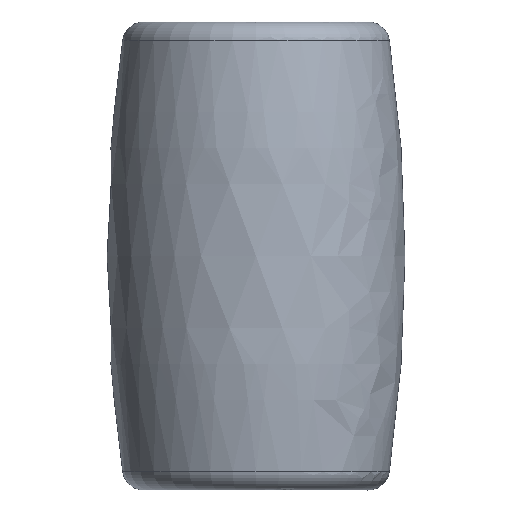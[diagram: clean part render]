
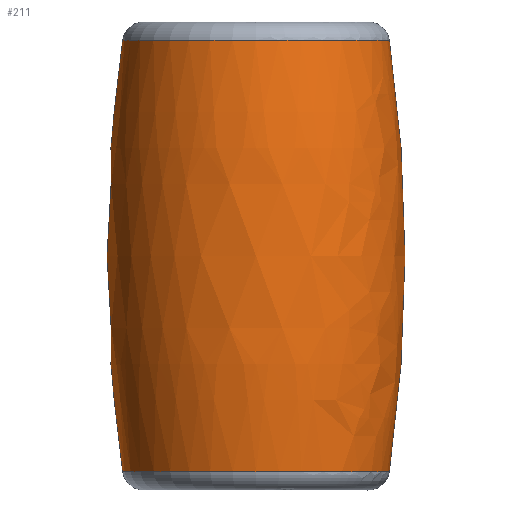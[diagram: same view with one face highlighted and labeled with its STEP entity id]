
A CAD part, front view. The second image highlights one B-rep face of the part: STEP entity #211.
In plain terms, the highlighted free-form (B-spline) face has degree [2, 2] with [3, 9] control points.
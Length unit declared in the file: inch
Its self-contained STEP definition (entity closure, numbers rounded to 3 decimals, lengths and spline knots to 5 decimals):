
#32=(
BOUNDED_SURFACE()
B_SPLINE_SURFACE(2,2,((#469,#470,#471,#472,#473,#474,#475,#476,#477),(#478,
#479,#480,#481,#482,#483,#484,#485,#486),(#487,#488,#489,#490,#491,#492,
#493,#494,#495)),.UNSPECIFIED.,.F.,.T.,.F.)
B_SPLINE_SURFACE_WITH_KNOTS((3,3),(3,2,2,2,3),(-0.14366,0.14366),
(-3.14159,-1.5708,0.,1.5708,3.14159),
 .UNSPECIFIED.)
GEOMETRIC_REPRESENTATION_ITEM()
RATIONAL_B_SPLINE_SURFACE(((1.,0.707,1.,0.707,1.,
0.707,1.,0.707,1.),(0.99,0.7,
0.99,0.7,0.99,0.7,
0.99,0.7,0.99),(1.,0.707,
1.,0.707,1.,0.707,1.,0.707,1.)))
REPRESENTATION_ITEM('')
SURFACE()
);
#34=FACE_OUTER_BOUND('',#44,.T.);
#44=EDGE_LOOP('',(#153,#154,#155,#156,#157,#158));
#64=CIRCLE('',#245,0.12343);
#65=CIRCLE('',#246,0.12343);
#66=CIRCLE('',#247,1.39469);
#67=CIRCLE('',#248,0.12343);
#68=CIRCLE('',#249,0.12343);
#91=VERTEX_POINT('',#415);
#92=VERTEX_POINT('',#417);
#93=VERTEX_POINT('',#496);
#94=VERTEX_POINT('',#498);
#117=EDGE_CURVE('',#92,#91,#64,.T.);
#118=EDGE_CURVE('',#91,#92,#65,.T.);
#120=EDGE_CURVE('',#91,#93,#66,.T.);
#121=EDGE_CURVE('',#93,#94,#67,.T.);
#122=EDGE_CURVE('',#94,#93,#68,.T.);
#153=ORIENTED_EDGE('',*,*,#117,.T.);
#154=ORIENTED_EDGE('',*,*,#120,.T.);
#155=ORIENTED_EDGE('',*,*,#121,.T.);
#156=ORIENTED_EDGE('',*,*,#122,.T.);
#157=ORIENTED_EDGE('',*,*,#120,.F.);
#158=ORIENTED_EDGE('',*,*,#118,.T.);
#211=ADVANCED_FACE('',(#34),#32,.F.);
#245=AXIS2_PLACEMENT_3D('',#418,#286,#287);
#246=AXIS2_PLACEMENT_3D('',#419,#288,#289);
#247=AXIS2_PLACEMENT_3D('',#497,#290,#291);
#248=AXIS2_PLACEMENT_3D('',#499,#292,#293);
#249=AXIS2_PLACEMENT_3D('',#500,#294,#295);
#286=DIRECTION('center_axis',(0.,0.,1.));
#287=DIRECTION('ref_axis',(0.,-1.,0.));
#288=DIRECTION('center_axis',(0.,0.,1.));
#289=DIRECTION('ref_axis',(0.,-1.,0.));
#290=DIRECTION('center_axis',(0.,-1.,0.));
#291=DIRECTION('ref_axis',(1.,0.,0.));
#292=DIRECTION('center_axis',(0.,0.,-1.));
#293=DIRECTION('ref_axis',(0.,1.,0.));
#294=DIRECTION('center_axis',(0.,0.,-1.));
#295=DIRECTION('ref_axis',(0.,1.,0.));
#415=CARTESIAN_POINT('',(0.12343,0.,-0.19967));
#417=CARTESIAN_POINT('',(0.,0.12343,-0.19967));
#418=CARTESIAN_POINT('Origin',(0.,0.,
-0.19967));
#419=CARTESIAN_POINT('Origin',(0.,0.,
-0.19967));
#469=CARTESIAN_POINT('Ctrl Pts',(0.12343,0.,
0.19967));
#470=CARTESIAN_POINT('Ctrl Pts',(0.12343,-0.12343,0.19967));
#471=CARTESIAN_POINT('Ctrl Pts',(0.,-0.12343,
0.19967));
#472=CARTESIAN_POINT('Ctrl Pts',(-0.12343,-0.12343,
0.19967));
#473=CARTESIAN_POINT('Ctrl Pts',(-0.12343,0.,
0.19967));
#474=CARTESIAN_POINT('Ctrl Pts',(-0.12343,0.12343,0.19967));
#475=CARTESIAN_POINT('Ctrl Pts',(0.,0.12343,
0.19967));
#476=CARTESIAN_POINT('Ctrl Pts',(0.12343,0.12343,0.19967));
#477=CARTESIAN_POINT('Ctrl Pts',(0.12343,0.,
0.19967));
#478=CARTESIAN_POINT('Ctrl Pts',(0.15231,0.,
0.));
#479=CARTESIAN_POINT('Ctrl Pts',(0.15231,-0.15231,0.));
#480=CARTESIAN_POINT('Ctrl Pts',(0.,-0.15231,
0.));
#481=CARTESIAN_POINT('Ctrl Pts',(-0.15231,-0.15231,
0.));
#482=CARTESIAN_POINT('Ctrl Pts',(-0.15231,0.,
0.));
#483=CARTESIAN_POINT('Ctrl Pts',(-0.15231,0.15231,0.));
#484=CARTESIAN_POINT('Ctrl Pts',(0.,0.15231,
0.));
#485=CARTESIAN_POINT('Ctrl Pts',(0.15231,0.15231,0.));
#486=CARTESIAN_POINT('Ctrl Pts',(0.15231,0.,
0.));
#487=CARTESIAN_POINT('Ctrl Pts',(0.12343,0.,
-0.19967));
#488=CARTESIAN_POINT('Ctrl Pts',(0.12343,-0.12343,-0.19967));
#489=CARTESIAN_POINT('Ctrl Pts',(0.,-0.12343,
-0.19967));
#490=CARTESIAN_POINT('Ctrl Pts',(-0.12343,-0.12343,
-0.19967));
#491=CARTESIAN_POINT('Ctrl Pts',(-0.12343,0.,
-0.19967));
#492=CARTESIAN_POINT('Ctrl Pts',(-0.12343,0.12343,-0.19967));
#493=CARTESIAN_POINT('Ctrl Pts',(0.,0.12343,
-0.19967));
#494=CARTESIAN_POINT('Ctrl Pts',(0.12343,0.12343,-0.19967));
#495=CARTESIAN_POINT('Ctrl Pts',(0.12343,0.,
-0.19967));
#496=CARTESIAN_POINT('',(0.12343,0.,0.19967));
#497=CARTESIAN_POINT('Origin',(-1.25689,0.,0.));
#498=CARTESIAN_POINT('',(0.00116,0.12342,0.19967));
#499=CARTESIAN_POINT('Origin',(0.,0.,
0.19967));
#500=CARTESIAN_POINT('Origin',(0.,0.,
0.19967));
